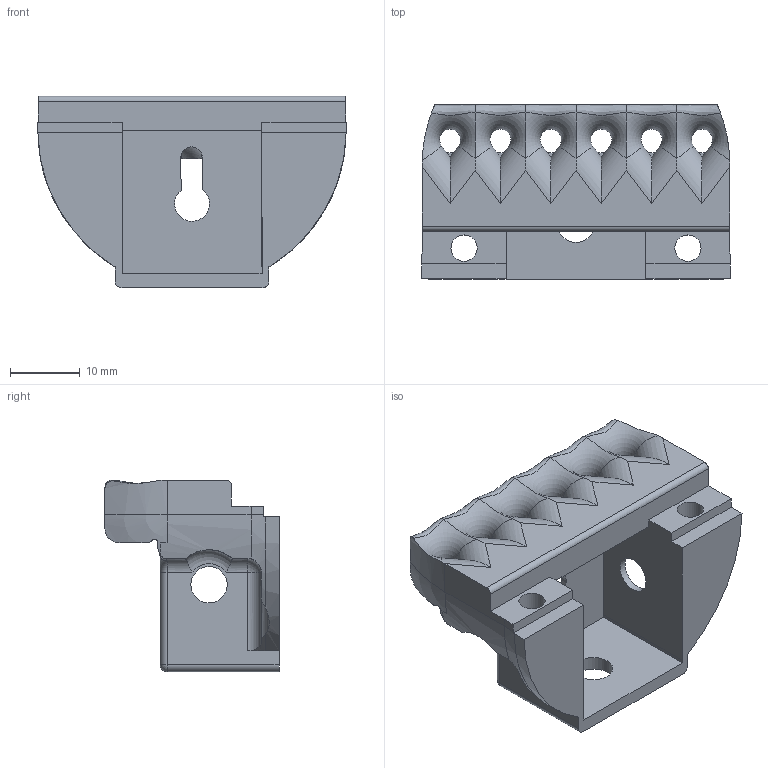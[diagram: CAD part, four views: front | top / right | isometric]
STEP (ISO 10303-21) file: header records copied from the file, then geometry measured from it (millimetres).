
FILE_DESCRIPTION(/* description */ ('STEP AP242','CAx-IF Rec.Pracs.---Representation and Presentation of Product Manufacturing Information (PMI)---4.0---2014-10-13','CAx-IF Rec.Pracs.---3D Tessellated Geometry---0.4---2014-09-14','2;1'),/* implementation_level */ '2;1');
FILE_NAME(/* name */ 'ExoGuitar - Headless Head - Adjustable Nut',/* time_stamp */ '2025-01-11T08:25:01Z',/* author */ (''),/* organization */ (''),/* preprocessor_version */ 'ST-DEVELOPER v20',/* originating_system */ 'ONSHAPE BY PTC INC, 1.192',/* authorisation */ ' ');
FILE_SCHEMA (('AP242_MANAGED_MODEL_BASED_3D_ENGINEERING_MIM_LF { 1 0 10303 442 1 1 4 }'));
Length unit declared in the file: metre
Products named in the file (1): Headless Head - Adjustable Nut
Bounding box: 44.05 x 24.88 x 27.37 mm (x, y, z)
Volume: 8527 mm3; surface area: 6466.9 mm2
Topology: 1 solids, 1 shells, 228 faces, 623 edges, 378 vertices
Faces by surface type: cylinder 103, plane 70, bspline 38, torus 11, sphere 6
Full cylindrical faces by diameter (mm): 3.75 x8, 5.2 x2, 5.5 x1
Entity records: 8031 total; most frequent: CARTESIAN_POINT 2662, ORIENTED_EDGE 1194, DIRECTION 1027, EDGE_CURVE 597, AXIS2_PLACEMENT_3D 387, VERTEX_POINT 369, LINE 253, VECTOR 253
